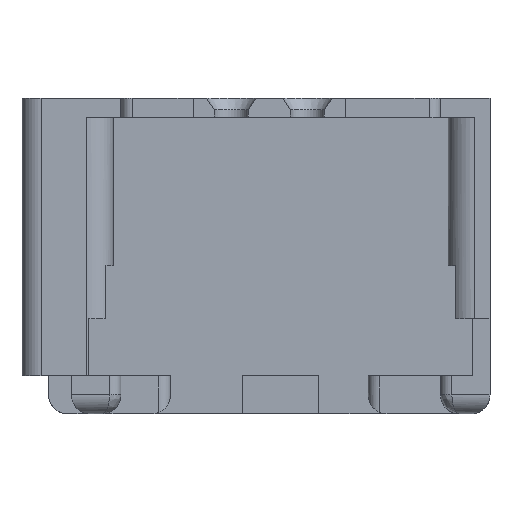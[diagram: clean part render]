
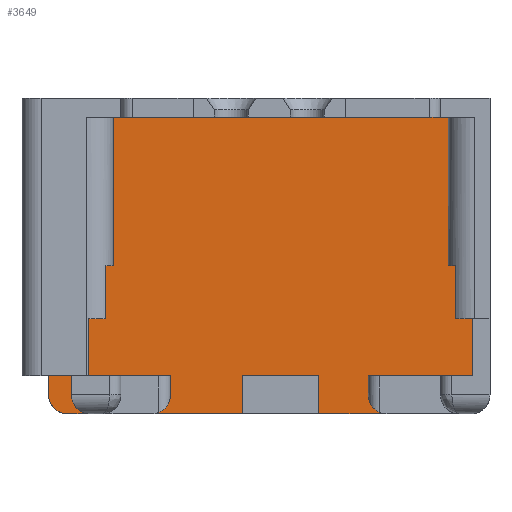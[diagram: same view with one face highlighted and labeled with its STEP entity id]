
A CAD part, front view. The second image highlights one B-rep face of the part: STEP entity #3649.
In plain terms, the highlighted planar face has unit normal (0, -1, 0).
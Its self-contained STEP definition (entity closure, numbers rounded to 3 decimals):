
#288=DIRECTION('',(1.,0.,0.));
#289=VECTOR('',#288,2.4);
#290=CARTESIAN_POINT('',(-0.55,-0.25,0.));
#291=LINE('',#290,#289);
#393=DIRECTION('',(-1.,0.,0.));
#394=VECTOR('',#393,1.7);
#395=CARTESIAN_POINT('',(-0.55,-0.25,-0.5));
#396=LINE('',#395,#394);
#495=DIRECTION('',(-1.,0.,0.));
#496=VECTOR('',#495,1.1);
#497=CARTESIAN_POINT('',(2.95,-0.25,-0.5));
#498=LINE('',#497,#496);
#740=DIRECTION('',(0.,0.,1.));
#741=VECTOR('',#740,0.5);
#742=CARTESIAN_POINT('',(-0.55,-0.25,-0.5));
#743=LINE('',#742,#741);
#744=DIRECTION('',(0.,0.,-1.));
#745=VECTOR('',#744,0.5);
#746=CARTESIAN_POINT('',(2.95,-0.25,0.));
#747=LINE('',#746,#745);
#748=DIRECTION('',(1.,0.,0.));
#749=VECTOR('',#748,3.2);
#750=CARTESIAN_POINT('',(2.95,-0.25,0.));
#751=LINE('',#750,#749);
#752=DIRECTION('',(-1.,0.,0.));
#753=VECTOR('',#752,1.8);
#754=CARTESIAN_POINT('',(3.45,-0.25,-8.3));
#755=LINE('',#754,#753);
#756=DIRECTION('',(0.,0.,1.));
#757=VECTOR('',#756,1.);
#758=CARTESIAN_POINT('',(1.65,-0.25,-8.3));
#759=LINE('',#758,#757);
#760=DIRECTION('',(1.,0.,0.));
#761=VECTOR('',#760,2.);
#762=CARTESIAN_POINT('',(-0.35,-0.25,-7.3));
#763=LINE('',#762,#761);
#764=DIRECTION('',(0.,0.,1.));
#765=VECTOR('',#764,1.);
#766=CARTESIAN_POINT('',(-0.35,-0.25,-8.3));
#767=LINE('',#766,#765);
#768=DIRECTION('',(-1.,0.,0.));
#769=VECTOR('',#768,2.4);
#770=CARTESIAN_POINT('',(-0.35,-0.25,-8.3));
#771=LINE('',#770,#769);
#772=DIRECTION('',(0.,0.,-1.));
#773=VECTOR('',#772,6.6);
#774=CARTESIAN_POINT('',(-4.4,-0.25,-0.7));
#775=LINE('',#774,#773);
#776=DIRECTION('',(0.,0.,-1.));
#777=VECTOR('',#776,7.1);
#778=CARTESIAN_POINT('',(-4.85,-0.25,-0.7));
#779=LINE('',#778,#777);
#780=DIRECTION('',(-1.,0.,0.));
#781=VECTOR('',#780,0.6);
#782=CARTESIAN_POINT('',(-4.35,-0.25,-8.3));
#783=LINE('',#782,#781);
#784=CARTESIAN_POINT('',(-4.95,-0.25,-7.8));
#785=DIRECTION('',(0.,-1.,0.));
#786=DIRECTION('',(-1.,0.,0.));
#787=AXIS2_PLACEMENT_3D('',#784,#785,#786);
#789=DIRECTION('',(1.,0.,0.));
#790=VECTOR('',#789,3.9);
#791=CARTESIAN_POINT('',(-6.15,-0.25,0.));
#792=LINE('',#791,#790);
#793=DIRECTION('',(0.,0.,1.));
#794=VECTOR('',#793,0.5);
#795=CARTESIAN_POINT('',(1.85,-0.25,-0.5));
#796=LINE('',#795,#794);
#1083=DIRECTION('',(0.,0.,-1.));
#1084=VECTOR('',#1083,0.5);
#1085=CARTESIAN_POINT('',(-5.45,-0.25,-7.3));
#1086=LINE('',#1085,#1084);
#1244=DIRECTION('',(0.,0.,-1.));
#1245=VECTOR('',#1244,0.5);
#1246=CARTESIAN_POINT('',(-2.25,-0.25,-7.3));
#1247=LINE('',#1246,#1245);
#1275=DIRECTION('',(1.,0.,0.));
#1276=VECTOR('',#1275,2.15);
#1277=CARTESIAN_POINT('',(-4.4,-0.25,-7.3));
#1278=LINE('',#1277,#1276);
#1294=DIRECTION('',(1.,0.,0.));
#1295=VECTOR('',#1294,2.75);
#1296=CARTESIAN_POINT('',(2.95,-0.25,-7.3));
#1297=LINE('',#1296,#1295);
#1495=DIRECTION('',(-1.,0.,0.));
#1496=VECTOR('',#1495,0.45);
#1497=CARTESIAN_POINT('',(-4.4,-0.25,-0.7));
#1498=LINE('',#1497,#1496);
#1515=DIRECTION('',(-1.,0.,0.));
#1516=VECTOR('',#1515,0.45);
#1517=CARTESIAN_POINT('',(6.15,-0.25,-0.7));
#1518=LINE('',#1517,#1516);
#1531=DIRECTION('',(0.,0.,-1.));
#1532=VECTOR('',#1531,7.3);
#1533=CARTESIAN_POINT('',(-6.15,-0.25,0.));
#1534=LINE('',#1533,#1532);
#1543=DIRECTION('',(-1.,0.,0.));
#1544=VECTOR('',#1543,0.7);
#1545=CARTESIAN_POINT('',(-5.45,-0.25,-7.3));
#1546=LINE('',#1545,#1544);
#1617=DIRECTION('',(0.,0.,-1.));
#1618=VECTOR('',#1617,0.5);
#1619=CARTESIAN_POINT('',(-2.25,-0.25,0.));
#1620=LINE('',#1619,#1618);
#1798=DIRECTION('',(0.,0.,-1.));
#1799=VECTOR('',#1798,0.7);
#1800=CARTESIAN_POINT('',(6.15,-0.25,0.));
#1801=LINE('',#1800,#1799);
#1972=DIRECTION('',(0.,0.,-1.));
#1973=VECTOR('',#1972,0.5);
#1974=CARTESIAN_POINT('',(2.95,-0.25,-7.3));
#1975=LINE('',#1974,#1973);
#2000=CARTESIAN_POINT('',(3.45,-0.25,-7.8));
#2001=DIRECTION('',(0.,1.,0.));
#2002=DIRECTION('',(0.,0.,-1.));
#2003=AXIS2_PLACEMENT_3D('',#2000,#2001,#2002);
#2118=DIRECTION('',(0.,0.,-1.));
#2119=VECTOR('',#2118,6.6);
#2120=CARTESIAN_POINT('',(5.7,-0.25,-0.7));
#2121=LINE('',#2120,#2119);
#2142=CARTESIAN_POINT('',(-4.35,-0.25,-7.8));
#2143=DIRECTION('',(0.,1.,0.));
#2144=DIRECTION('',(0.,0.,-1.));
#2145=AXIS2_PLACEMENT_3D('',#2142,#2143,#2144);
#2252=CARTESIAN_POINT('',(-2.75,-0.25,-7.8));
#2253=DIRECTION('',(0.,1.,0.));
#2254=DIRECTION('',(1.,0.,0.));
#2255=AXIS2_PLACEMENT_3D('',#2252,#2253,#2254);
#2291=CARTESIAN_POINT('',(-6.15,-0.25,0.));
#2293=VERTEX_POINT('',#2291);
#2349=CARTESIAN_POINT('',(-6.15,-0.25,-7.3));
#2351=VERTEX_POINT('',#2349);
#2353=CARTESIAN_POINT('',(-5.45,-0.25,-7.3));
#2355=VERTEX_POINT('',#2353);
#2357=CARTESIAN_POINT('',(-2.25,-0.25,0.));
#2359=VERTEX_POINT('',#2357);
#2373=CARTESIAN_POINT('',(2.95,-0.25,0.));
#2374=VERTEX_POINT('',#2373);
#2401=CARTESIAN_POINT('',(2.95,-0.25,-0.5));
#2402=VERTEX_POINT('',#2401);
#2419=CARTESIAN_POINT('',(-4.85,-0.25,-0.7));
#2421=VERTEX_POINT('',#2419);
#2427=CARTESIAN_POINT('',(6.15,-0.25,-0.7));
#2429=VERTEX_POINT('',#2427);
#2435=CARTESIAN_POINT('',(6.15,-0.25,0.));
#2436=VERTEX_POINT('',#2435);
#2443=CARTESIAN_POINT('',(-4.4,-0.25,-0.7));
#2445=VERTEX_POINT('',#2443);
#2456=CARTESIAN_POINT('',(5.7,-0.25,-0.7));
#2458=VERTEX_POINT('',#2456);
#2607=CARTESIAN_POINT('',(-5.45,-0.25,-7.8));
#2609=VERTEX_POINT('',#2607);
#2611=CARTESIAN_POINT('',(-4.95,-0.25,-8.3));
#2612=VERTEX_POINT('',#2611);
#2652=CARTESIAN_POINT('',(-4.85,-0.25,-7.8));
#2654=VERTEX_POINT('',#2652);
#2656=CARTESIAN_POINT('',(-4.35,-0.25,-8.3));
#2658=VERTEX_POINT('',#2656);
#2671=CARTESIAN_POINT('',(-2.25,-0.25,-7.8));
#2673=VERTEX_POINT('',#2671);
#2675=CARTESIAN_POINT('',(-2.75,-0.25,-8.3));
#2676=VERTEX_POINT('',#2675);
#2678=CARTESIAN_POINT('',(2.95,-0.25,-7.8));
#2680=VERTEX_POINT('',#2678);
#2685=CARTESIAN_POINT('',(3.45,-0.25,-8.3));
#2686=VERTEX_POINT('',#2685);
#2760=CARTESIAN_POINT('',(-0.35,-0.25,-8.3));
#2761=VERTEX_POINT('',#2760);
#2762=CARTESIAN_POINT('',(1.65,-0.25,-8.3));
#2763=VERTEX_POINT('',#2762);
#2764=CARTESIAN_POINT('',(-0.35,-0.25,-7.3));
#2765=VERTEX_POINT('',#2764);
#2766=CARTESIAN_POINT('',(1.65,-0.25,-7.3));
#2767=VERTEX_POINT('',#2766);
#2769=CARTESIAN_POINT('',(-0.55,-0.25,0.));
#2771=VERTEX_POINT('',#2769);
#2772=CARTESIAN_POINT('',(1.85,-0.25,0.));
#2773=VERTEX_POINT('',#2772);
#2785=CARTESIAN_POINT('',(-0.55,-0.25,-0.5));
#2787=VERTEX_POINT('',#2785);
#2788=CARTESIAN_POINT('',(1.85,-0.25,-0.5));
#2790=VERTEX_POINT('',#2788);
#2888=CARTESIAN_POINT('',(-4.4,-0.25,-7.3));
#2889=VERTEX_POINT('',#2888);
#2894=CARTESIAN_POINT('',(2.95,-0.25,-7.3));
#2895=CARTESIAN_POINT('',(5.7,-0.25,-7.3));
#2896=VERTEX_POINT('',#2894);
#2897=VERTEX_POINT('',#2895);
#2902=CARTESIAN_POINT('',(-2.25,-0.25,-7.3));
#2903=VERTEX_POINT('',#2902);
#2904=CARTESIAN_POINT('',(-2.25,-0.25,-0.5));
#2905=VERTEX_POINT('',#2904);
#3584=CARTESIAN_POINT('',(-6.15,-0.25,0.));
#3585=DIRECTION('',(0.,-1.,0.));
#3586=DIRECTION('',(1.,0.,0.));
#3587=AXIS2_PLACEMENT_3D('',#3584,#3585,#3586);
#3588=PLANE('',#3587);
#3589=ORIENTED_EDGE('',*,*,#3140,.F.);
#3590=ORIENTED_EDGE('',*,*,#3576,.T.);
#3591=ORIENTED_EDGE('',*,*,#3075,.T.);
#3593=ORIENTED_EDGE('',*,*,#3592,.F.);
#3594=ORIENTED_EDGE('',*,*,#3192,.F.);
#3596=ORIENTED_EDGE('',*,*,#3595,.F.);
#3597=ORIENTED_EDGE('',*,*,#3009,.T.);
#3599=ORIENTED_EDGE('',*,*,#3598,.T.);
#3601=ORIENTED_EDGE('',*,*,#3600,.T.);
#3603=ORIENTED_EDGE('',*,*,#3602,.T.);
#3605=ORIENTED_EDGE('',*,*,#3604,.F.);
#3607=ORIENTED_EDGE('',*,*,#3606,.T.);
#3609=ORIENTED_EDGE('',*,*,#3608,.F.);
#3611=ORIENTED_EDGE('',*,*,#3610,.T.);
#3613=ORIENTED_EDGE('',*,*,#3612,.T.);
#3615=ORIENTED_EDGE('',*,*,#3614,.F.);
#3617=ORIENTED_EDGE('',*,*,#3616,.F.);
#3619=ORIENTED_EDGE('',*,*,#3618,.T.);
#3621=ORIENTED_EDGE('',*,*,#3620,.F.);
#3623=ORIENTED_EDGE('',*,*,#3622,.F.);
#3625=ORIENTED_EDGE('',*,*,#3624,.F.);
#3627=ORIENTED_EDGE('',*,*,#3626,.F.);
#3629=ORIENTED_EDGE('',*,*,#3628,.T.);
#3631=ORIENTED_EDGE('',*,*,#3630,.T.);
#3633=ORIENTED_EDGE('',*,*,#3632,.F.);
#3635=ORIENTED_EDGE('',*,*,#3634,.T.);
#3637=ORIENTED_EDGE('',*,*,#3636,.F.);
#3639=ORIENTED_EDGE('',*,*,#3638,.F.);
#3641=ORIENTED_EDGE('',*,*,#3640,.T.);
#3643=ORIENTED_EDGE('',*,*,#3642,.F.);
#3644=ORIENTED_EDGE('',*,*,#2965,.T.);
#3646=ORIENTED_EDGE('',*,*,#3645,.T.);
#3647=EDGE_LOOP('',(#3589,#3590,#3591,#3593,#3594,#3596,#3597,#3599,#3601,#3603,
#3605,#3607,#3609,#3611,#3613,#3615,#3617,#3619,#3621,#3623,#3625,#3627,#3629,
#3631,#3633,#3635,#3637,#3639,#3641,#3643,#3644,#3646));
#3648=FACE_OUTER_BOUND('',#3647,.F.);
#3649=ADVANCED_FACE('',(#3648),#3588,.T.);
#788=CIRCLE('',#787,0.5);
#2004=CIRCLE('',#2003,0.5);
#2146=CIRCLE('',#2145,0.5);
#2256=CIRCLE('',#2255,0.5);
#2965=EDGE_CURVE('',#2293,#2359,#792,.T.);
#3009=EDGE_CURVE('',#2374,#2436,#751,.T.);
#3075=EDGE_CURVE('',#2771,#2773,#291,.T.);
#3140=EDGE_CURVE('',#2787,#2905,#396,.T.);
#3192=EDGE_CURVE('',#2402,#2790,#498,.T.);
#3576=EDGE_CURVE('',#2787,#2771,#743,.T.);
#3592=EDGE_CURVE('',#2790,#2773,#796,.T.);
#3595=EDGE_CURVE('',#2374,#2402,#747,.T.);
#3598=EDGE_CURVE('',#2436,#2429,#1801,.T.);
#3600=EDGE_CURVE('',#2429,#2458,#1518,.T.);
#3602=EDGE_CURVE('',#2458,#2897,#2121,.T.);
#3604=EDGE_CURVE('',#2896,#2897,#1297,.T.);
#3606=EDGE_CURVE('',#2896,#2680,#1975,.T.);
#3608=EDGE_CURVE('',#2686,#2680,#2004,.T.);
#3610=EDGE_CURVE('',#2686,#2763,#755,.T.);
#3612=EDGE_CURVE('',#2763,#2767,#759,.T.);
#3614=EDGE_CURVE('',#2765,#2767,#763,.T.);
#3616=EDGE_CURVE('',#2761,#2765,#767,.T.);
#3618=EDGE_CURVE('',#2761,#2676,#771,.T.);
#3620=EDGE_CURVE('',#2673,#2676,#2256,.T.);
#3622=EDGE_CURVE('',#2903,#2673,#1247,.T.);
#3624=EDGE_CURVE('',#2889,#2903,#1278,.T.);
#3626=EDGE_CURVE('',#2445,#2889,#775,.T.);
#3628=EDGE_CURVE('',#2445,#2421,#1498,.T.);
#3630=EDGE_CURVE('',#2421,#2654,#779,.T.);
#3632=EDGE_CURVE('',#2658,#2654,#2146,.T.);
#3634=EDGE_CURVE('',#2658,#2612,#783,.T.);
#3636=EDGE_CURVE('',#2609,#2612,#788,.T.);
#3638=EDGE_CURVE('',#2355,#2609,#1086,.T.);
#3640=EDGE_CURVE('',#2355,#2351,#1546,.T.);
#3642=EDGE_CURVE('',#2293,#2351,#1534,.T.);
#3645=EDGE_CURVE('',#2359,#2905,#1620,.T.);
